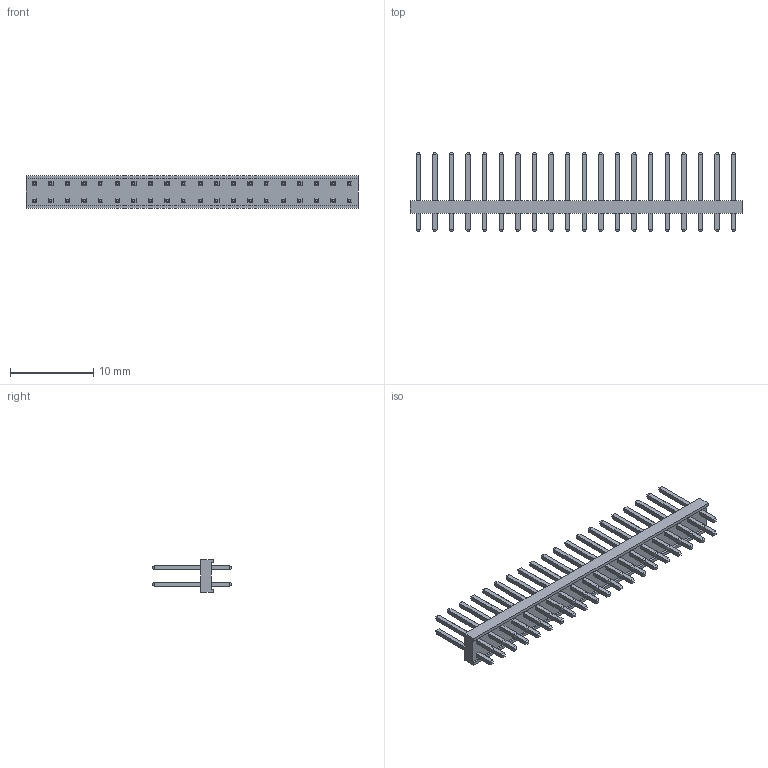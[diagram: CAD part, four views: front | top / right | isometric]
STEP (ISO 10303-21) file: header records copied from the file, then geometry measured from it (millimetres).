
FILE_DESCRIPTION(/* description */ ('STEP AP214'),/* implementation_level */ '2;1');
FILE_NAME(/* name */ 'MTMM-120-05-S-D-230',/* time_stamp */ '2024-10-17T00:53:20+02:00',/* author */ ('License CC BY-ND 4.0'),/* organization */ ('CADENAS'),/* preprocessor_version */ 'ST-DEVELOPER v19.3',/* originating_system */ 'PARTsolutions',/* authorisation */ ' ');
FILE_SCHEMA (('AUTOMOTIVE_DESIGN {1 0 10303 214 3 1 1}'));
Length unit declared in the file: inch
Products named in the file (3): MTMM-120-05-S-D-230; MTMM-120-05-S-D-230_pins; MTMM-120-05-S-D-230_body
Assembly tree (2 placements, depth 2):
  MTMM-120-05-S-D-230
    MTMM-120-05-S-D-230_pins
    MTMM-120-05-S-D-230_body
Bounding box: 40 x 9.58 x 3.94 mm (x, y, z)
Volume: 311 mm3; surface area: 1528.2 mm2
Topology: 2 solids, 2 shells, 892 faces, 2116 edges, 1304 vertices
Faces by surface type: plane 892
Entity records: 24958 total; most frequent: CARTESIAN_POINT 4315, ORIENTED_EDGE 4232, DIRECTION 3906, EDGE_CURVE 2116, LINE 2116, VECTOR 2116, VERTEX_POINT 1304, EDGE_LOOP 1048
